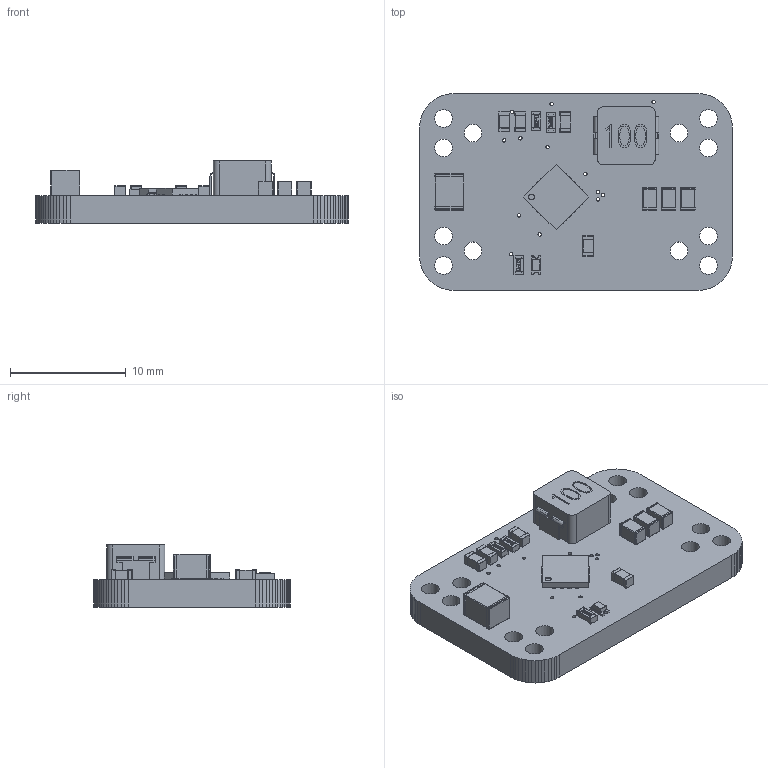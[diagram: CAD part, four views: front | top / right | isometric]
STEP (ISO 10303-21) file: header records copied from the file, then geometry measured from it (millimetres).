
FILE_DESCRIPTION(('PCB Model'),'2;1');
FILE_NAME('10334.STEP', '2026-03-14T12:51:13',('Pritesh'),('Unspecified'), 'Open CASCADE STEP processor 7.6','Proteus','Unknown');
FILE_SCHEMA(('AUTOMOTIVE_DESIGN { 1 0 10303 214 1 1 1 1 }'));
Length unit declared in the file: millimetre
Products named in the file (78): Proteus PCB Model; Board; U1; Package; Body_1; =>[0:1:1:2]; =>[0:1:1:3]; =>[0:1:1:4]; SOLID; =>[0:1:1:5]; C3; Part 3; Part 2; Part 1; C4; C5; C7; L1; R8; =>[0:1:1:6]; R7; C8; C2; C1; C6; R1; D1; NAUO1; NAUO2; NAUO3; NAUO4; NAUO5
Assembly tree (88 placements, depth 6):
  Proteus PCB Model
    Board
    U1
      Package
        Body_1
          =>[0:1:1:2]
          =>[0:1:1:3]
          =>[0:1:1:4]
            SOLID
            SOLID
            SOLID
            SOLID
            SOLID
            SOLID
            SOLID
            SOLID
          =>[0:1:1:5]
            SOLID
            SOLID
            SOLID
            SOLID
            SOLID
            SOLID
            SOLID
            SOLID
    C3
      Package
        Body_1
          Part 3
          Part 2
          Part 1
    C4
      Package
        Body_1
          Part 3
          Part 2
          Part 1
    C5
      Package
        Body_1
          Part 3
          Part 2
          Part 1
    C7
      Package
        Body_1
          Part 3
          Part 2
          Part 1
    L1
      Package
        Body_1
    R8
      Package
        Body_1
          =>[0:1:1:3]
          =>[0:1:1:4]
          =>[0:1:1:5]
          =>[0:1:1:6]
    R7
Bounding box: 27 x 17 x 5.36 mm (x, y, z)
Volume: 1134.2 mm3; surface area: 1607.4 mm2
Topology: 64 solids, 65 shells, 1349 faces, 3332 edges, 2040 vertices
Faces by surface type: plane 834, cylinder 296, bspline 123, sphere 96
Full cylindrical faces by diameter (mm): 0.3 x14, 0.5 x1, 1.524 x12
Entity records: 28250 total; most frequent: CARTESIAN_POINT 6655, ORIENTED_EDGE 3392, DIRECTION 3319, EDGE_CURVE 1697, LINE 1339, VECTOR 1339, VERTEX_POINT 1090, AXIS2_PLACEMENT_3D 990
